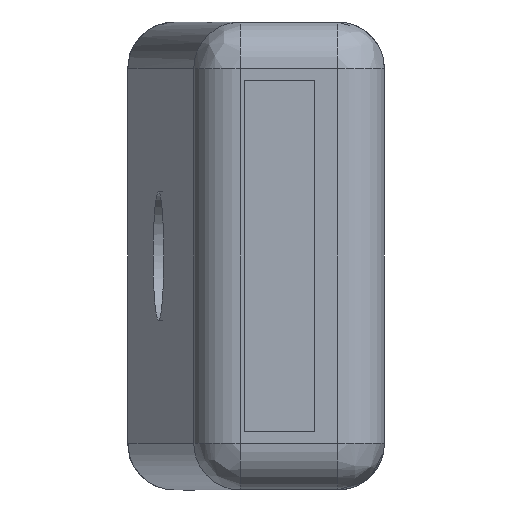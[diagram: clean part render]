
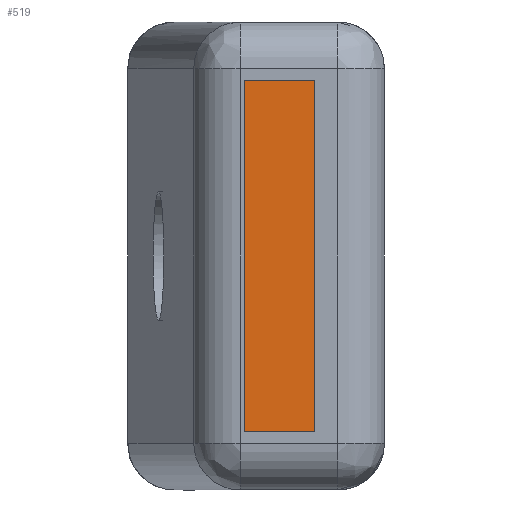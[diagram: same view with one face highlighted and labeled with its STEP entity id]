
A CAD part, left-side view. The second image highlights one B-rep face of the part: STEP entity #519.
In plain terms, the highlighted free-form (B-spline) face has degree [1, 1] with [2, 2] control points.
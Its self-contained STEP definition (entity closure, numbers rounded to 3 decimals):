
#415=CARTESIAN_POINT('',(-285.0,-7.5,0.0));
#416=VERTEX_POINT('',#415);
#422=CARTESIAN_POINT('',(-285.0,-7.5,-3.));
#423=VERTEX_POINT('',#422);
#424=CARTESIAN_POINT('',(-285.0,-7.5,-3.));
#425=CARTESIAN_POINT('',(-285.0,-7.5,0.0));
#426=QUASI_UNIFORM_CURVE('',1,(#424,#425),.UNSPECIFIED.,.F.,.U.);
#427=EDGE_CURVE('',#423,#416,#426,.T.);
#477=CARTESIAN_POINT('',(-285.0,7.5,0.0));
#478=VERTEX_POINT('',#477);
#485=CARTESIAN_POINT('',(-285.0,7.5,-3.));
#486=VERTEX_POINT('',#485);
#492=CARTESIAN_POINT('',(-285.0,7.5,-3.));
#493=CARTESIAN_POINT('',(-285.0,7.5,0.0));
#494=QUASI_UNIFORM_CURVE('',1,(#492,#493),.UNSPECIFIED.,.F.,.U.);
#495=EDGE_CURVE('',#486,#478,#494,.T.);
#500=CARTESIAN_POINT('',(-285.0,-8.249,0.15));
#501=CARTESIAN_POINT('',(-285.0,-8.249,-3.15));
#502=CARTESIAN_POINT('',(-285.0,8.249,0.15));
#503=CARTESIAN_POINT('',(-285.0,8.249,-3.15));
#504=B_SPLINE_SURFACE_WITH_KNOTS('',1,1,((#500,#502),(#501,#503)),.UNSPECIFIED.,.F.,.F.,.U.,(2,2),(2,2),(0.0,3.3),(0.0,16.499),.UNSPECIFIED.);
#505=CARTESIAN_POINT('',(-285.0,-7.5,0.0));
#506=CARTESIAN_POINT('',(-285.0,7.5,0.0));
#507=QUASI_UNIFORM_CURVE('',1,(#505,#506),.UNSPECIFIED.,.F.,.U.);
#508=EDGE_CURVE('',#416,#478,#507,.T.);
#509=ORIENTED_EDGE('',*,*,#508,.T.);
#510=ORIENTED_EDGE('',*,*,#495,.F.);
#511=CARTESIAN_POINT('',(-285.0,-7.5,-3.));
#512=CARTESIAN_POINT('',(-285.0,7.5,-3.));
#513=QUASI_UNIFORM_CURVE('',1,(#511,#512),.UNSPECIFIED.,.F.,.U.);
#514=EDGE_CURVE('',#423,#486,#513,.T.);
#515=ORIENTED_EDGE('',*,*,#514,.F.);
#516=ORIENTED_EDGE('',*,*,#427,.T.);
#517=EDGE_LOOP('',(#509,#510,#515,#516));
#518=FACE_OUTER_BOUND('',#517,.T.);
#519=ADVANCED_FACE('',(#518),#504,.F.);
